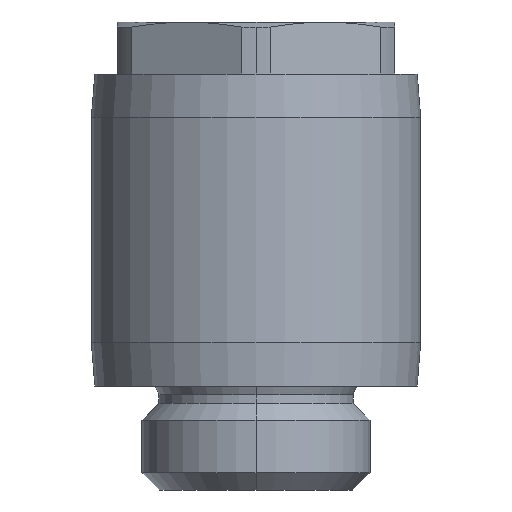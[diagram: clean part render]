
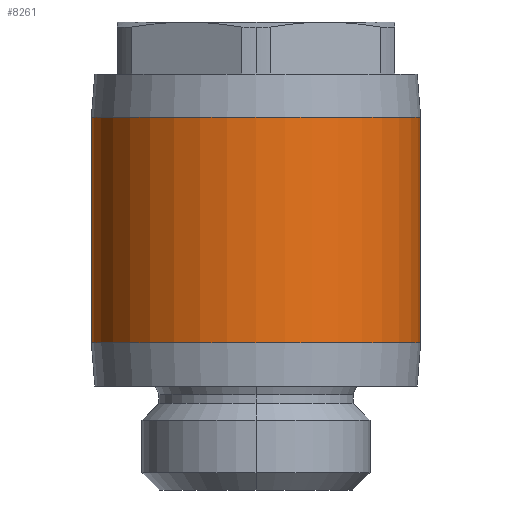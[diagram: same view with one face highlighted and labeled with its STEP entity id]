
A CAD part, left-side view. The second image highlights one B-rep face of the part: STEP entity #8261.
In plain terms, the highlighted cylindrical face has radius 9.5 mm (diameter 19 mm), a partial arc.
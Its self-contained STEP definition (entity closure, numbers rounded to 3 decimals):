
#306 = CARTESIAN_POINT ( 'NONE',  ( 2., 9.5, -6.5 ) ) ;
#466 = DIRECTION ( 'NONE',  ( -1., 0., 0. ) ) ;
#572 = VERTEX_POINT ( 'NONE', #7517 ) ;
#885 = CARTESIAN_POINT ( 'NONE',  ( 2., 9.5, 0. ) ) ;
#932 = CARTESIAN_POINT ( 'NONE',  ( 2., -9.5, 0. ) ) ;
#1196 = CIRCLE ( 'NONE', #2185, 9.5 ) ;
#2055 = CARTESIAN_POINT ( 'NONE',  ( 2., 0., -6.5 ) ) ;
#2185 = AXIS2_PLACEMENT_3D ( 'NONE', #10821, #2283, #6593 ) ;
#2271 = AXIS2_PLACEMENT_3D ( 'NONE', #5899, #9610, #10358 ) ;
#2283 = DIRECTION ( 'NONE',  ( 0., 0., -1. ) ) ;
#2680 = CARTESIAN_POINT ( 'NONE',  ( 2., 9.5, 6.5 ) ) ;
#2682 = AXIS2_PLACEMENT_3D ( 'NONE', #2055, #10735, #466 ) ;
#2866 = EDGE_CURVE ( 'NONE', #3318, #9537, #5296, .T. ) ;
#3318 = VERTEX_POINT ( 'NONE', #306 ) ;
#3329 = LINE ( 'NONE', #885, #9377 ) ;
#3437 = DIRECTION ( 'NONE',  ( 0., 0., 1. ) ) ;
#3772 = ORIENTED_EDGE ( 'NONE', *, *, #2866, .F. ) ;
#4318 = EDGE_CURVE ( 'NONE', #5608, #572, #1196, .T. ) ;
#4986 = ORIENTED_EDGE ( 'NONE', *, *, #4318, .T. ) ;
#5167 = ORIENTED_EDGE ( 'NONE', *, *, #7438, .F. ) ;
#5214 = DIRECTION ( 'NONE',  ( 0., 0., 1. ) ) ;
#5296 = CIRCLE ( 'NONE', #2682, 9.5 ) ;
#5453 = VECTOR ( 'NONE', #3437, 1000. ) ;
#5608 = VERTEX_POINT ( 'NONE', #2680 ) ;
#5611 = EDGE_LOOP ( 'NONE', ( #3772, #10639, #4986, #5167 ) ) ;
#5899 = CARTESIAN_POINT ( 'NONE',  ( 2., 0., 0. ) ) ;
#6593 = DIRECTION ( 'NONE',  ( 0., -1., 0. ) ) ;
#7428 = FACE_OUTER_BOUND ( 'NONE', #5611, .T. ) ;
#7438 = EDGE_CURVE ( 'NONE', #9537, #572, #9104, .T. ) ;
#7517 = CARTESIAN_POINT ( 'NONE',  ( 2., -9.5, 6.5 ) ) ;
#7823 = CYLINDRICAL_SURFACE ( 'NONE', #2271, 9.5 ) ;
#8261 = ADVANCED_FACE ( 'NONE', ( #7428 ), #7823, .T. ) ;
#9104 = LINE ( 'NONE', #932, #5453 ) ;
#9377 = VECTOR ( 'NONE', #5214, 1000. ) ;
#9537 = VERTEX_POINT ( 'NONE', #10323 ) ;
#9610 = DIRECTION ( 'NONE',  ( 0., 0., 1. ) ) ;
#10323 = CARTESIAN_POINT ( 'NONE',  ( 2., -9.5, -6.5 ) ) ;
#10339 = EDGE_CURVE ( 'NONE', #3318, #5608, #3329, .T. ) ;
#10358 = DIRECTION ( 'NONE',  ( 0., -1., 0. ) ) ;
#10639 = ORIENTED_EDGE ( 'NONE', *, *, #10339, .T. ) ;
#10735 = DIRECTION ( 'NONE',  ( 0., 0., -1. ) ) ;
#10821 = CARTESIAN_POINT ( 'NONE',  ( 2., 0., 6.5 ) ) ;
